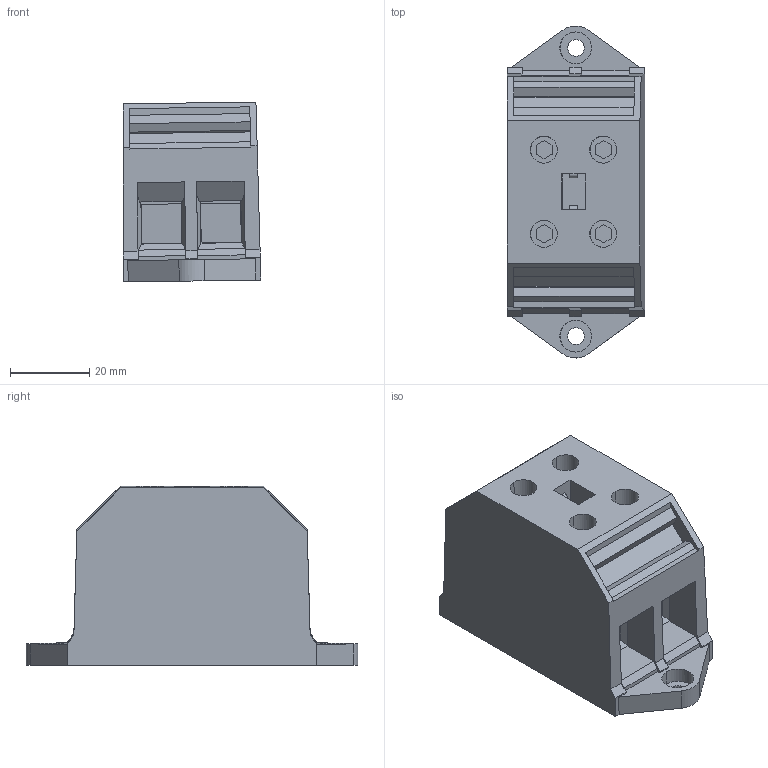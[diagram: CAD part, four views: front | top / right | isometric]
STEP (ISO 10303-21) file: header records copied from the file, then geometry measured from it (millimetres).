
FILE_DESCRIPTION(('Creo Elements/Direct Modeling STEP Export'),'2;1');
FILE_NAME('model.stp','2020-03-03T 0:13:24',(''),(''),'Creo Elements/Direct Modeling STEP processor for AP214 (Solid Model)','Creo Elements/Direct Modeling 20.1A 29-Sep-2018 (C) Parametric Technology GmbH','');
FILE_SCHEMA(('AUTOMOTIVE_DESIGN { 1 0 10303 214 1 1 1 1 }'));
Length unit declared in the file: millimetre
Products named in the file (2): GE_35_2-B_BU-SELECT
Assembly tree (1 placements, depth 2):
  GE_35_2-B_BU-SELECT
    GE_35_2-B_BU-SELECT
Bounding box: 34.75 x 83.7 x 45.37 mm (x, y, z)
Volume: 70053.6 mm3; surface area: 19152.8 mm2
Topology: 1 solids, 1 shells, 197 faces, 537 edges, 357 vertices
Faces by surface type: plane 177, cylinder 20
Entity records: 7554 total; most frequent: ORIENTED_EDGE 1074, CARTESIAN_POINT 1049, DIRECTION 905, EDGE_CURVE 537, VECTOR 479, LINE 479, VERTEX_POINT 357, EDGE_LOOP 216
